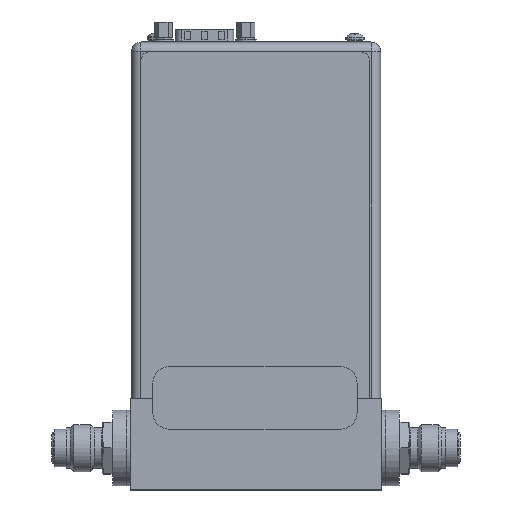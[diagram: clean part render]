
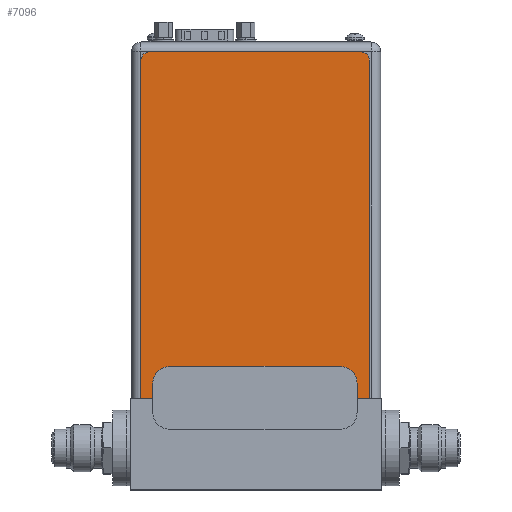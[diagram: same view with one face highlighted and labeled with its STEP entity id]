
A CAD part, top view. The second image highlights one B-rep face of the part: STEP entity #7096.
In plain terms, the highlighted planar face has unit normal (0, 0, 1).
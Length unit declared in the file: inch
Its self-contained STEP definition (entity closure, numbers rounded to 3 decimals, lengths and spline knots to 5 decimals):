
#6929=CARTESIAN_POINT('',(2.63,4.04,0.004));
#6930=DIRECTION('',(0.,0.,1.));
#6931=DIRECTION('',(1.,0.,0.));
#6932=AXIS2_PLACEMENT_3D('',#6929,#6930,#6931);
#6934=DIRECTION('',(0.,1.,0.));
#6935=VECTOR('',#6934,4.04);
#6936=CARTESIAN_POINT('',(2.73,0.,0.004));
#6937=LINE('',#6936,#6935);
#6938=DIRECTION('',(1.,0.,0.));
#6939=VECTOR('',#6938,2.73);
#6940=CARTESIAN_POINT('',(0.,0.,0.004));
#6941=LINE('',#6940,#6939);
#6942=DIRECTION('',(0.,-1.,0.));
#6943=VECTOR('',#6942,4.04);
#6944=CARTESIAN_POINT('',(0.,4.04,0.004));
#6945=LINE('',#6944,#6943);
#6946=CARTESIAN_POINT('',(0.1,4.04,0.004));
#6947=DIRECTION('',(0.,0.,1.));
#6948=DIRECTION('',(0.,1.,0.));
#6949=AXIS2_PLACEMENT_3D('',#6946,#6947,#6948);
#6951=DIRECTION('',(-1.,0.,0.));
#6952=VECTOR('',#6951,2.53);
#6953=CARTESIAN_POINT('',(2.63,4.14,0.004));
#6954=LINE('',#6953,#6952);
#6959=CARTESIAN_POINT('',(0.,0.,0.004));
#6960=CARTESIAN_POINT('',(2.73,0.,0.004));
#6961=VERTEX_POINT('',#6959);
#6962=VERTEX_POINT('',#6960);
#6967=CARTESIAN_POINT('',(2.73,4.04,0.004));
#6968=VERTEX_POINT('',#6967);
#6969=CARTESIAN_POINT('',(2.63,4.14,0.004));
#6970=VERTEX_POINT('',#6969);
#6975=CARTESIAN_POINT('',(0.1,4.14,0.004));
#6976=VERTEX_POINT('',#6975);
#6977=CARTESIAN_POINT('',(0.,4.04,0.004));
#6978=VERTEX_POINT('',#6977);
#7083=CARTESIAN_POINT('',(0.,0.,0.004));
#7084=DIRECTION('',(0.,0.,1.));
#7085=DIRECTION('',(1.,0.,0.));
#7086=AXIS2_PLACEMENT_3D('',#7083,#7084,#7085);
#7087=PLANE('',#7086);
#7088=ORIENTED_EDGE('',*,*,#7007,.F.);
#7089=ORIENTED_EDGE('',*,*,#7023,.F.);
#7090=ORIENTED_EDGE('',*,*,#7036,.F.);
#7091=ORIENTED_EDGE('',*,*,#7049,.F.);
#7092=ORIENTED_EDGE('',*,*,#7064,.F.);
#7093=ORIENTED_EDGE('',*,*,#7076,.F.);
#7094=EDGE_LOOP('',(#7088,#7089,#7090,#7091,#7092,#7093));
#7095=FACE_OUTER_BOUND('',#7094,.F.);
#7096=ADVANCED_FACE('',(#7095),#7087,.T.);
#6933=CIRCLE('',#6932,0.1);
#6950=CIRCLE('',#6949,0.1);
#7007=EDGE_CURVE('',#6968,#6970,#6933,.T.);
#7023=EDGE_CURVE('',#6962,#6968,#6937,.T.);
#7036=EDGE_CURVE('',#6961,#6962,#6941,.T.);
#7049=EDGE_CURVE('',#6978,#6961,#6945,.T.);
#7064=EDGE_CURVE('',#6976,#6978,#6950,.T.);
#7076=EDGE_CURVE('',#6970,#6976,#6954,.T.);
